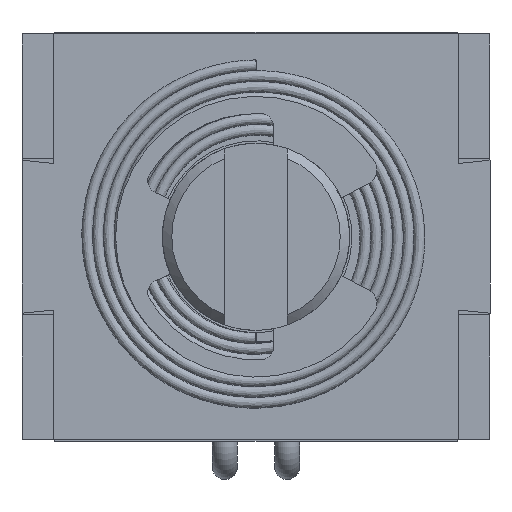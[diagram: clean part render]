
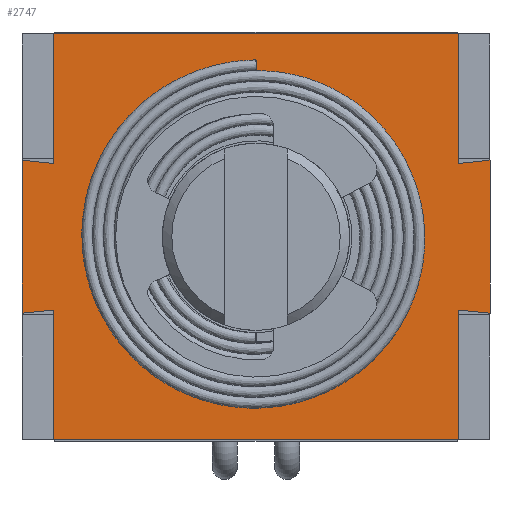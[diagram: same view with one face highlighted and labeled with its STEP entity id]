
A CAD part, left-side view. The second image highlights one B-rep face of the part: STEP entity #2747.
In plain terms, the highlighted face is planar.
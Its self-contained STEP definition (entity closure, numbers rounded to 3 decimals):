
#351=LINE('',#7988,#565);
#352=LINE('',#7991,#566);
#353=LINE('',#7993,#567);
#354=LINE('',#7995,#568);
#355=LINE('',#7997,#569);
#356=LINE('',#7999,#570);
#357=LINE('',#8001,#571);
#358=LINE('',#8003,#572);
#359=LINE('',#8005,#573);
#360=LINE('',#8007,#574);
#361=LINE('',#8009,#575);
#362=LINE('',#8011,#576);
#565=VECTOR('',#3832,1000.);
#566=VECTOR('',#3833,1000.);
#567=VECTOR('',#3834,1000.);
#568=VECTOR('',#3835,1000.);
#569=VECTOR('',#3836,1000.);
#570=VECTOR('',#3837,1000.);
#571=VECTOR('',#3838,1000.);
#572=VECTOR('',#3839,1000.);
#573=VECTOR('',#3840,1000.);
#574=VECTOR('',#3841,1000.);
#575=VECTOR('',#3842,1000.);
#576=VECTOR('',#3843,1000.);
#1140=ORIENTED_EDGE('',*,*,#1569,.F.);
#1141=ORIENTED_EDGE('',*,*,#1570,.F.);
#1142=ORIENTED_EDGE('',*,*,#1571,.F.);
#1143=ORIENTED_EDGE('',*,*,#1572,.F.);
#1144=ORIENTED_EDGE('',*,*,#1573,.F.);
#1145=ORIENTED_EDGE('',*,*,#1574,.F.);
#1146=ORIENTED_EDGE('',*,*,#1575,.F.);
#1147=ORIENTED_EDGE('',*,*,#1576,.F.);
#1148=ORIENTED_EDGE('',*,*,#1577,.F.);
#1149=ORIENTED_EDGE('',*,*,#1578,.F.);
#1150=ORIENTED_EDGE('',*,*,#1579,.F.);
#1151=ORIENTED_EDGE('',*,*,#1580,.F.);
#1152=ORIENTED_EDGE('',*,*,#1581,.T.);
#1569=EDGE_CURVE('',#1844,#1845,#351,.T.);
#1570=EDGE_CURVE('',#1846,#1844,#352,.T.);
#1571=EDGE_CURVE('',#1847,#1846,#353,.T.);
#1572=EDGE_CURVE('',#1848,#1847,#354,.T.);
#1573=EDGE_CURVE('',#1849,#1848,#355,.T.);
#1574=EDGE_CURVE('',#1850,#1849,#356,.T.);
#1575=EDGE_CURVE('',#1851,#1850,#357,.T.);
#1576=EDGE_CURVE('',#1852,#1851,#358,.T.);
#1577=EDGE_CURVE('',#1853,#1852,#359,.T.);
#1578=EDGE_CURVE('',#1854,#1853,#360,.T.);
#1579=EDGE_CURVE('',#1855,#1854,#361,.T.);
#1580=EDGE_CURVE('',#1845,#1855,#362,.T.);
#1581=EDGE_CURVE('',#1856,#1856,#1990,.T.);
#1844=VERTEX_POINT('',#7989);
#1845=VERTEX_POINT('',#7990);
#1846=VERTEX_POINT('',#7992);
#1847=VERTEX_POINT('',#7994);
#1848=VERTEX_POINT('',#7996);
#1849=VERTEX_POINT('',#7998);
#1850=VERTEX_POINT('',#8000);
#1851=VERTEX_POINT('',#8002);
#1852=VERTEX_POINT('',#8004);
#1853=VERTEX_POINT('',#8006);
#1854=VERTEX_POINT('',#8008);
#1855=VERTEX_POINT('',#8010);
#1856=VERTEX_POINT('',#8013);
#1990=CIRCLE('',#3122,3.4);
#2203=EDGE_LOOP('',(#1140,#1141,#1142,#1143,#1144,#1145,#1146,#1147,#1148,
#1149,#1150,#1151));
#2204=EDGE_LOOP('',(#1152));
#2457=FACE_BOUND('',#2203,.T.);
#2458=FACE_BOUND('',#2204,.T.);
#2593=PLANE('',#3121);
#2747=ADVANCED_FACE('',(#2457,#2458),#2593,.T.);
#3121=AXIS2_PLACEMENT_3D('',#7987,#3830,#3831);
#3122=AXIS2_PLACEMENT_3D('',#8012,#3844,#3845);
#3830=DIRECTION('',(0.,0.,-1.));
#3831=DIRECTION('',(-1.,0.,0.));
#3832=DIRECTION('',(0.,1.,0.));
#3833=DIRECTION('',(1.,0.,0.));
#3834=DIRECTION('',(0.,-1.,0.));
#3835=DIRECTION('',(0.995,0.1,0.));
#3836=DIRECTION('',(0.,-1.,0.));
#3837=DIRECTION('',(-0.995,0.1,0.));
#3838=DIRECTION('',(0.,-1.,0.));
#3839=DIRECTION('',(-1.,0.,0.));
#3840=DIRECTION('',(0.,1.,0.));
#3841=DIRECTION('',(-0.995,-0.1,0.));
#3842=DIRECTION('',(0.,1.,0.));
#3843=DIRECTION('',(0.995,-0.1,0.));
#3844=DIRECTION('',(0.,0.,1.));
#3845=DIRECTION('',(1.,0.,0.));
#7987=CARTESIAN_POINT('',(6.5,6.5,-1.));
#7988=CARTESIAN_POINT('',(6.5,-6.5,-1.));
#7989=CARTESIAN_POINT('',(6.5,-6.5,-1.));
#7990=CARTESIAN_POINT('',(6.5,-2.35,-1.));
#7991=CARTESIAN_POINT('',(-6.5,-6.5,-1.));
#7992=CARTESIAN_POINT('',(-6.5,-6.5,-1.));
#7993=CARTESIAN_POINT('',(-6.5,-6.5,-1.));
#7994=CARTESIAN_POINT('',(-6.5,-2.35,-1.));
#7995=CARTESIAN_POINT('',(-6.5,-2.35,-1.));
#7996=CARTESIAN_POINT('',(-7.5,-2.45,-1.));
#7997=CARTESIAN_POINT('',(-7.5,2.45,-1.));
#7998=CARTESIAN_POINT('',(-7.5,2.45,-1.));
#7999=CARTESIAN_POINT('',(-6.5,2.35,-1.));
#8000=CARTESIAN_POINT('',(-6.5,2.35,-1.));
#8001=CARTESIAN_POINT('',(-6.5,6.5,-1.));
#8002=CARTESIAN_POINT('',(-6.5,6.5,-1.));
#8003=CARTESIAN_POINT('',(-6.5,6.5,-1.));
#8004=CARTESIAN_POINT('',(6.5,6.5,-1.));
#8005=CARTESIAN_POINT('',(6.5,6.5,-1.));
#8006=CARTESIAN_POINT('',(6.5,2.35,-1.));
#8007=CARTESIAN_POINT('',(6.5,2.35,-1.));
#8008=CARTESIAN_POINT('',(7.5,2.45,-1.));
#8009=CARTESIAN_POINT('',(7.5,2.45,-1.));
#8010=CARTESIAN_POINT('',(7.5,-2.45,-1.));
#8011=CARTESIAN_POINT('',(6.5,-2.35,-1.));
#8012=CARTESIAN_POINT('',(0.,0.,-1.));
#8013=CARTESIAN_POINT('',(3.4,0.,-1.));
